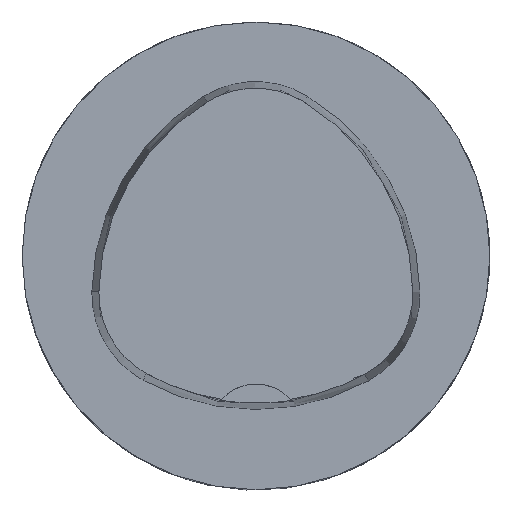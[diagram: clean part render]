
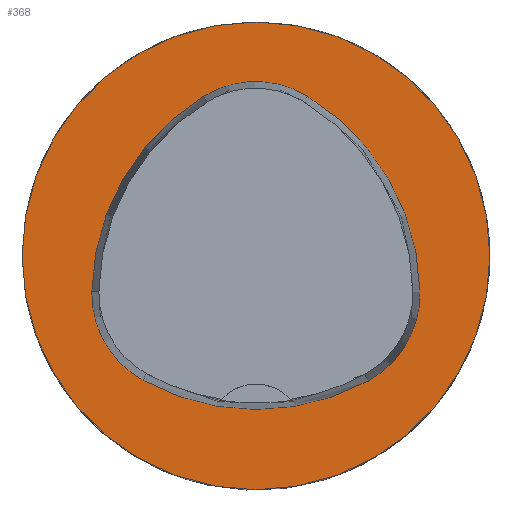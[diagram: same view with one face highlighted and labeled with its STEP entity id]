
A CAD part, top view. The second image highlights one B-rep face of the part: STEP entity #368.
In plain terms, the highlighted planar face has unit normal (0, 0, 1).
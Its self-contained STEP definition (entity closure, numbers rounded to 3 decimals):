
#183=PLANE('',#1269);
#368=ADVANCED_FACE('',(#464,#465),#183,.T.);
#464=FACE_BOUND('',#523,.T.);
#465=FACE_BOUND('',#524,.T.);
#523=EDGE_LOOP('',(#658,#659,#660,#661,#662,#663));
#524=EDGE_LOOP('',(#664));
#658=ORIENTED_EDGE('',*,*,#1059,.T.);
#659=ORIENTED_EDGE('',*,*,#1039,.T.);
#660=ORIENTED_EDGE('',*,*,#1043,.T.);
#661=ORIENTED_EDGE('',*,*,#1046,.T.);
#662=ORIENTED_EDGE('',*,*,#1049,.T.);
#663=ORIENTED_EDGE('',*,*,#1057,.T.);
#664=ORIENTED_EDGE('',*,*,#1062,.F.);
#930=VERTEX_POINT('',#1779);
#931=VERTEX_POINT('',#1780);
#934=VERTEX_POINT('',#1788);
#936=VERTEX_POINT('',#1794);
#938=VERTEX_POINT('',#1800);
#945=VERTEX_POINT('',#1821);
#946=VERTEX_POINT('',#1831);
#1039=EDGE_CURVE('',#930,#931,#1186,.T.);
#1043=EDGE_CURVE('',#931,#934,#1188,.T.);
#1046=EDGE_CURVE('',#934,#936,#1190,.T.);
#1049=EDGE_CURVE('',#936,#938,#1192,.T.);
#1057=EDGE_CURVE('',#938,#945,#1196,.T.);
#1059=EDGE_CURVE('',#945,#930,#1198,.T.);
#1062=EDGE_CURVE('',#946,#946,#1201,.T.);
#1186=CIRCLE('',#1246,20.0);
#1188=CIRCLE('',#1249,8.5);
#1190=CIRCLE('',#1252,20.0);
#1192=CIRCLE('',#1255,8.5);
#1196=CIRCLE('',#1260,20.0);
#1198=CIRCLE('',#1263,8.5);
#1201=CIRCLE('',#1268,20.0);
#1246=AXIS2_PLACEMENT_3D('',#1778,#1402,#1403);
#1249=AXIS2_PLACEMENT_3D('',#1787,#1410,#1411);
#1252=AXIS2_PLACEMENT_3D('',#1793,#1417,#1418);
#1255=AXIS2_PLACEMENT_3D('',#1799,#1424,#1425);
#1260=AXIS2_PLACEMENT_3D('',#1822,#1436,#1437);
#1263=AXIS2_PLACEMENT_3D('',#1825,#1442,#1443);
#1268=AXIS2_PLACEMENT_3D('',#1830,#1452,#1453);
#1269=AXIS2_PLACEMENT_3D('',#1832,#1454,#1455);
#1402=DIRECTION('',(0.0,0.0,-1.0));
#1403=DIRECTION('',(-1.0,0.0,0.0));
#1410=DIRECTION('',(0.0,0.0,-1.0));
#1411=DIRECTION('',(-1.0,0.0,0.0));
#1417=DIRECTION('',(0.0,0.0,-1.0));
#1418=DIRECTION('',(-1.0,0.0,0.0));
#1424=DIRECTION('',(0.0,0.0,-1.0));
#1425=DIRECTION('',(-1.0,0.0,0.0));
#1436=DIRECTION('',(0.0,0.0,-1.0));
#1437=DIRECTION('',(-1.0,0.0,0.0));
#1442=DIRECTION('',(0.0,0.0,-1.0));
#1443=DIRECTION('',(-1.0,0.0,0.0));
#1452=DIRECTION('',(0.0,0.0,-1.0));
#1453=DIRECTION('',(-1.0,0.0,0.0));
#1454=DIRECTION('',(0.0,0.0,1.0));
#1455=DIRECTION('',(1.0,0.0,0.0));
#1778=CARTESIAN_POINT('',(5.955,-3.414,0.0));
#1779=CARTESIAN_POINT('',(-14.041,-3.042,0.0));
#1780=CARTESIAN_POINT('',(-4.472,13.653,0.0));
#1787=CARTESIAN_POINT('',(-0.04,6.4,0.0));
#1788=CARTESIAN_POINT('',(4.347,13.68,0.0));
#1793=CARTESIAN_POINT('',(-5.976,-3.45,0.0));
#1794=CARTESIAN_POINT('',(14.021,-3.075,0.0));
#1799=CARTESIAN_POINT('',(5.522,-3.235,0.0));
#1800=CARTESIAN_POINT('',(9.588,-10.699,0.0));
#1821=CARTESIAN_POINT('',(-9.655,-10.639,0.0));
#1822=CARTESIAN_POINT('',(0.022,6.864,0.0));
#1825=CARTESIAN_POINT('',(-5.543,-3.2,0.0));
#1830=CARTESIAN_POINT('',(0.0,0.0,0.0));
#1831=CARTESIAN_POINT('',(-20.0,0.0,0.0));
#1832=CARTESIAN_POINT('',(0.0,0.0,0.0));
